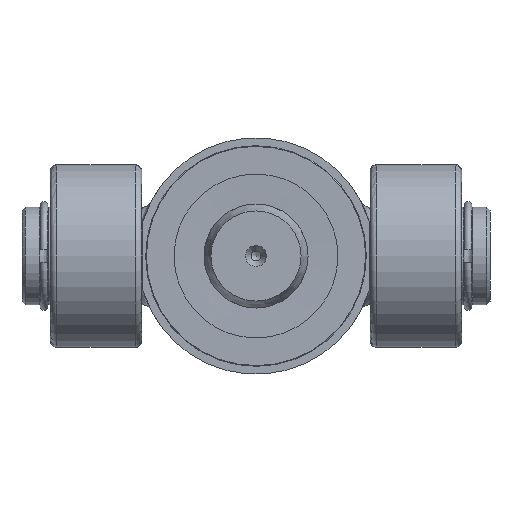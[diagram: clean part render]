
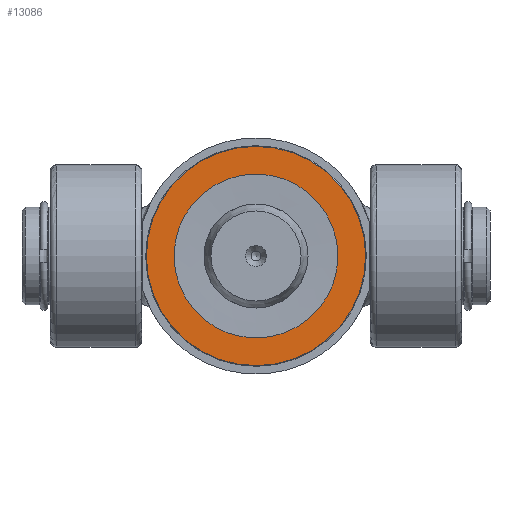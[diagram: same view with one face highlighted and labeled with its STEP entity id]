
A CAD part, front view. The second image highlights one B-rep face of the part: STEP entity #13086.
In plain terms, the highlighted face is planar.
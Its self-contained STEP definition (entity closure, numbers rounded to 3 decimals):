
#3016=PLANE('',#14050);
#3198=FACE_BOUND('',#4766,.T.);
#3929=FACE_OUTER_BOUND('',#4765,.T.);
#4765=EDGE_LOOP('',(#12214));
#4766=EDGE_LOOP('',(#12215));
#5084=CIRCLE('',#14049,34.8);
#5085=CIRCLE('',#14051,26.);
#6403=VERTEX_POINT('',#28490);
#6404=VERTEX_POINT('',#28493);
#8342=EDGE_CURVE('',#6403,#6403,#5084,.T.);
#8343=EDGE_CURVE('',#6404,#6404,#5085,.T.);
#12214=ORIENTED_EDGE('',*,*,#8342,.F.);
#12215=ORIENTED_EDGE('',*,*,#8343,.T.);
#13086=ADVANCED_FACE('',(#3929,#3198),#3016,.F.);
#14049=AXIS2_PLACEMENT_3D('',#28491,#16618,#16619);
#14050=AXIS2_PLACEMENT_3D('',#28492,#16620,#16621);
#14051=AXIS2_PLACEMENT_3D('',#28494,#16622,#16623);
#16618=DIRECTION('center_axis',(0.,0.,1.));
#16619=DIRECTION('ref_axis',(-1.,0.,0.));
#16620=DIRECTION('center_axis',(0.,0.,1.));
#16621=DIRECTION('ref_axis',(1.,0.,0.));
#16622=DIRECTION('center_axis',(0.,0.,1.));
#16623=DIRECTION('ref_axis',(0.,-1.,0.));
#28490=CARTESIAN_POINT('',(34.8,0.,0.));
#28491=CARTESIAN_POINT('Origin',(0.,0.,0.));
#28492=CARTESIAN_POINT('Origin',(0.,0.,
0.));
#28493=CARTESIAN_POINT('',(0.,-26.,0.));
#28494=CARTESIAN_POINT('Origin',(0.,0.,0.));
